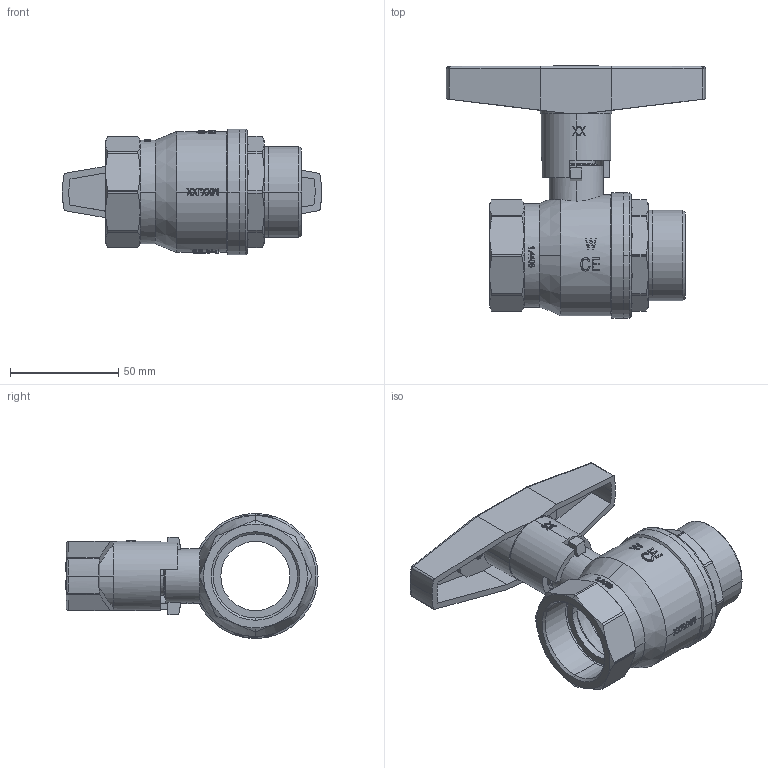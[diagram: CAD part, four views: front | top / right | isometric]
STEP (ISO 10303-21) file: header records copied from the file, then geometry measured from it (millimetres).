
FILE_DESCRIPTION(('OneSpaceDesigner STEP Export'),'2;1');
FILE_NAME('9381-1_1_4-STEP-KUNDE.stp','2013-06-11T13:42:29',(''),(''),'OneSpace Designer STEP processor for AP214 (Solid Model)','OneSpace Modeling 15.50D 18-Apr-2008 (C) CoCreate Software GmbH','');
FILE_SCHEMA(('AUTOMOTIVE_DESIGN { 1 0 10303 214 1 1 1 1 }'));
Length unit declared in the file: millimetre
Products named in the file (9): Abdeckkappe-3_8-1_1_2.1; Einschraubteil-1-1_4.1; Körper__1-1_4; Stopfbuchse__1-1_4_-_2; T-Griff-Al-1_1_4-1_1_2-a
Assembly tree (4 placements, depth 2):
  Abdeckkappe-3_8-1_1_2.1
    Abdeckkappe-3_8-1_1_2.1
  Einschraubteil-1-1_4.1
  Körper__1-1_4
    Körper__1-1_4
  Stopfbuchse__1-1_4_-_2
    Stopfbuchse__1-1_4_-_2
  T-Griff-Al-1_1_4-1_1_2-a
    T-Griff-Al-1_1_4-1_1_2-a
Bounding box: 120 x 116.7 x 58 mm (x, y, z)
Volume: 109291.5 mm3; surface area: 63151.6 mm2
Topology: 5 solids, 5 shells, 1529 faces, 4293 edges, 2833 vertices
Faces by surface type: plane 1269, cylinder 162, cone 84, torus 10, sphere 4
Entity records: 50194 total; most frequent: CARTESIAN_POINT 9023, ORIENTED_EDGE 8578, DIRECTION 8197, EDGE_CURVE 4289, VERTEX_POINT 2833, AXIS2_PLACEMENT_3D 2807, VECTOR 2583, LINE 2583
